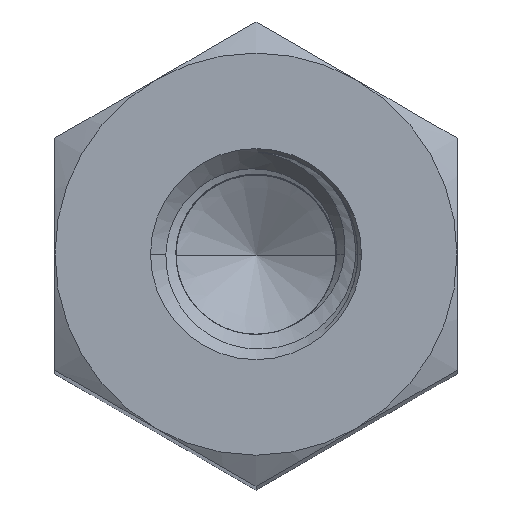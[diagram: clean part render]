
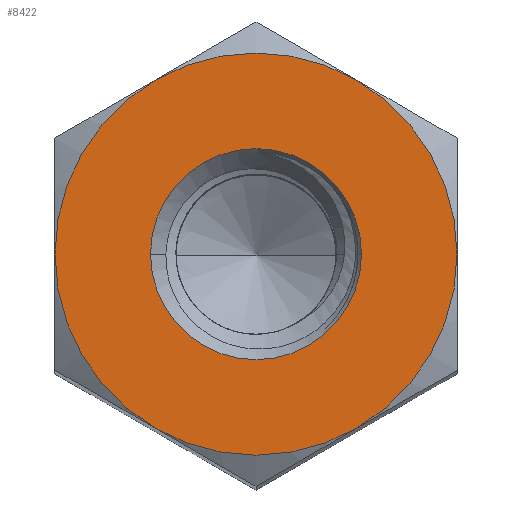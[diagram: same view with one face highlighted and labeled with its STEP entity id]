
A CAD part, top view. The second image highlights one B-rep face of the part: STEP entity #8422.
In plain terms, the highlighted planar face has unit normal (0, 0, 1).
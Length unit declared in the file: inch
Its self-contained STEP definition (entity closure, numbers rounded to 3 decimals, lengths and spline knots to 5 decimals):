
#84 = ORIENTED_EDGE ( 'NONE', *, *, #7865, .T. ) ;
#190 = DIRECTION ( 'NONE',  ( 1., 0., 0. ) ) ;
#206 = DIRECTION ( 'NONE',  ( 1., 0., 0. ) ) ;
#247 = CIRCLE ( 'NONE', #4431, 0.09838 ) ;
#248 = CARTESIAN_POINT ( 'NONE',  ( 0., 0., 1. ) ) ;
#353 = CARTESIAN_POINT ( 'NONE',  ( 0.09838, 0., 1. ) ) ;
#444 = CARTESIAN_POINT ( 'NONE',  ( -0.09375, 0.16238, 1. ) ) ;
#742 = AXIS2_PLACEMENT_3D ( 'NONE', #5071, #5749, #7054 ) ;
#781 = CARTESIAN_POINT ( 'NONE',  ( 0.09375, 0.16238, 1. ) ) ;
#873 = CIRCLE ( 'NONE', #5983, 0.1875 ) ;
#918 = DIRECTION ( 'NONE',  ( 0., 0., 1. ) ) ;
#940 = CARTESIAN_POINT ( 'NONE',  ( 0., 0., 1. ) ) ;
#1073 = CIRCLE ( 'NONE', #2071, 0.1875 ) ;
#1136 = AXIS2_PLACEMENT_3D ( 'NONE', #940, #6148, #6756 ) ;
#1334 = CARTESIAN_POINT ( 'NONE',  ( -0.09838, 0., 1. ) ) ;
#1425 = EDGE_CURVE ( 'NONE', #2993, #6279, #4179, .T. ) ;
#1467 = AXIS2_PLACEMENT_3D ( 'NONE', #2539, #3277, #6559 ) ;
#1498 = DIRECTION ( 'NONE',  ( 0., 0., 1. ) ) ;
#1644 = VERTEX_POINT ( 'NONE', #7599 ) ;
#2071 = AXIS2_PLACEMENT_3D ( 'NONE', #5289, #4724, #7388 ) ;
#2342 = CARTESIAN_POINT ( 'NONE',  ( 0., 0., 1. ) ) ;
#2412 = FACE_OUTER_BOUND ( 'NONE', #3189, .T. ) ;
#2539 = CARTESIAN_POINT ( 'NONE',  ( 0., 0., 1. ) ) ;
#2785 = CARTESIAN_POINT ( 'NONE',  ( 0., 0., 1. ) ) ;
#2911 = CARTESIAN_POINT ( 'NONE',  ( 0.09375, -0.16238, 1. ) ) ;
#2993 = VERTEX_POINT ( 'NONE', #1334 ) ;
#3189 = EDGE_LOOP ( 'NONE', ( #6482, #3310, #5339, #5638, #84, #5426 ) ) ;
#3277 = DIRECTION ( 'NONE',  ( 0., 0., 1. ) ) ;
#3310 = ORIENTED_EDGE ( 'NONE', *, *, #7979, .T. ) ;
#3344 = CIRCLE ( 'NONE', #1467, 0.1875 ) ;
#3584 = EDGE_LOOP ( 'NONE', ( #5230, #6746 ) ) ;
#3786 = PLANE ( 'NONE',  #742 ) ;
#3992 = VERTEX_POINT ( 'NONE', #781 ) ;
#4041 = EDGE_CURVE ( 'NONE', #1644, #7291, #5937, .T. ) ;
#4155 = FACE_BOUND ( 'NONE', #3584, .T. ) ;
#4179 = CIRCLE ( 'NONE', #1136, 0.09838 ) ;
#4321 = AXIS2_PLACEMENT_3D ( 'NONE', #2785, #7461, #206 ) ;
#4431 = AXIS2_PLACEMENT_3D ( 'NONE', #2342, #5499, #7561 ) ;
#4724 = DIRECTION ( 'NONE',  ( 0., 0., 1. ) ) ;
#4748 = AXIS2_PLACEMENT_3D ( 'NONE', #8042, #1498, #7358 ) ;
#5052 = CARTESIAN_POINT ( 'NONE',  ( 0.1875, 0., 1. ) ) ;
#5071 = CARTESIAN_POINT ( 'NONE',  ( 0., 0., 1. ) ) ;
#5143 = AXIS2_PLACEMENT_3D ( 'NONE', #248, #918, #190 ) ;
#5230 = ORIENTED_EDGE ( 'NONE', *, *, #7222, .F. ) ;
#5289 = CARTESIAN_POINT ( 'NONE',  ( 0., 0., 1. ) ) ;
#5339 = ORIENTED_EDGE ( 'NONE', *, *, #5489, .T. ) ;
#5426 = ORIENTED_EDGE ( 'NONE', *, *, #4041, .T. ) ;
#5489 = EDGE_CURVE ( 'NONE', #3992, #8463, #873, .T. ) ;
#5499 = DIRECTION ( 'NONE',  ( 0., 0., 1. ) ) ;
#5638 = ORIENTED_EDGE ( 'NONE', *, *, #7605, .T. ) ;
#5714 = CARTESIAN_POINT ( 'NONE',  ( -0.1875, 0., 1. ) ) ;
#5749 = DIRECTION ( 'NONE',  ( 0., 0., 1. ) ) ;
#5931 = CARTESIAN_POINT ( 'NONE',  ( 0., 0., 1. ) ) ;
#5937 = CIRCLE ( 'NONE', #4748, 0.1875 ) ;
#5983 = AXIS2_PLACEMENT_3D ( 'NONE', #5931, #6529, #7895 ) ;
#6148 = DIRECTION ( 'NONE',  ( 0., 0., 1. ) ) ;
#6248 = VERTEX_POINT ( 'NONE', #5714 ) ;
#6279 = VERTEX_POINT ( 'NONE', #353 ) ;
#6432 = CIRCLE ( 'NONE', #4321, 0.1875 ) ;
#6482 = ORIENTED_EDGE ( 'NONE', *, *, #6484, .T. ) ;
#6484 = EDGE_CURVE ( 'NONE', #7291, #6974, #6432, .T. ) ;
#6529 = DIRECTION ( 'NONE',  ( 0., 0., 1. ) ) ;
#6559 = DIRECTION ( 'NONE',  ( 1., 0., 0. ) ) ;
#6746 = ORIENTED_EDGE ( 'NONE', *, *, #1425, .F. ) ;
#6756 = DIRECTION ( 'NONE',  ( 1., 0., 0. ) ) ;
#6974 = VERTEX_POINT ( 'NONE', #5052 ) ;
#7054 = DIRECTION ( 'NONE',  ( 1., 0., 0. ) ) ;
#7222 = EDGE_CURVE ( 'NONE', #6279, #2993, #247, .T. ) ;
#7291 = VERTEX_POINT ( 'NONE', #2911 ) ;
#7358 = DIRECTION ( 'NONE',  ( 1., 0., 0. ) ) ;
#7378 = CIRCLE ( 'NONE', #5143, 0.1875 ) ;
#7388 = DIRECTION ( 'NONE',  ( 1., 0., 0. ) ) ;
#7461 = DIRECTION ( 'NONE',  ( 0., 0., 1. ) ) ;
#7561 = DIRECTION ( 'NONE',  ( 1., 0., 0. ) ) ;
#7599 = CARTESIAN_POINT ( 'NONE',  ( -0.09375, -0.16238, 1. ) ) ;
#7605 = EDGE_CURVE ( 'NONE', #8463, #6248, #3344, .T. ) ;
#7865 = EDGE_CURVE ( 'NONE', #6248, #1644, #1073, .T. ) ;
#7895 = DIRECTION ( 'NONE',  ( 1., 0., 0. ) ) ;
#7979 = EDGE_CURVE ( 'NONE', #6974, #3992, #7378, .T. ) ;
#8042 = CARTESIAN_POINT ( 'NONE',  ( 0., 0., 1. ) ) ;
#8422 = ADVANCED_FACE ( 'NONE', ( #4155, #2412 ), #3786, .T. ) ;
#8463 = VERTEX_POINT ( 'NONE', #444 ) ;
